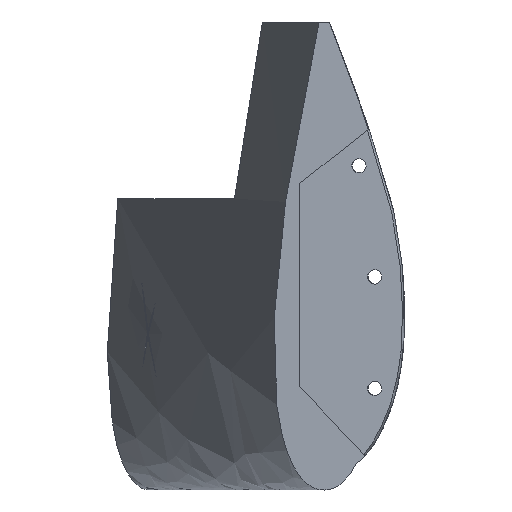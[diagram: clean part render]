
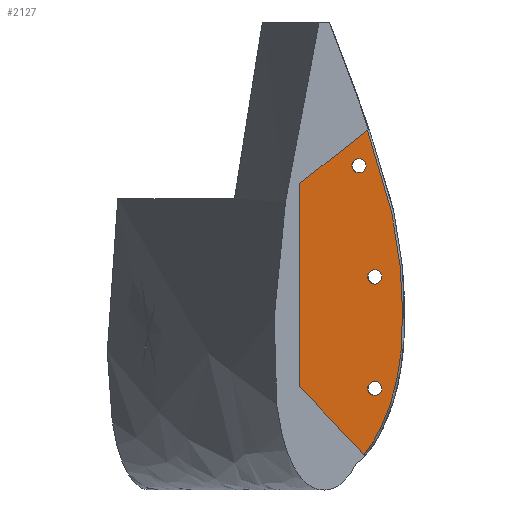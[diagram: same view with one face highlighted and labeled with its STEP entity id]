
A CAD part, left-side view. The second image highlights one B-rep face of the part: STEP entity #2127.
In plain terms, the highlighted planar face has unit normal (-0.998, 0.056, 0).
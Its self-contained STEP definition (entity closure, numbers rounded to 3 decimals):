
#81=FACE_BOUND('',#608,.T.);
#82=FACE_BOUND('',#609,.T.);
#83=FACE_BOUND('',#610,.T.);
#98=CIRCLE('',#2292,3.1);
#104=CIRCLE('',#2302,3.1);
#110=CIRCLE('',#2312,3.1);
#122=LINE('',#2888,#239);
#132=LINE('',#4319,#249);
#133=LINE('',#4321,#250);
#239=VECTOR('',#2412,10.);
#249=VECTOR('',#2502,10.);
#250=VECTOR('',#2505,10.);
#365=PLANE('',#2318);
#466=FACE_OUTER_BOUND('',#607,.T.);
#607=EDGE_LOOP('',(#1554,#1555,#1556,#1557));
#608=EDGE_LOOP('',(#1558));
#609=EDGE_LOOP('',(#1559));
#610=EDGE_LOOP('',(#1560));
#727=B_SPLINE_CURVE_WITH_KNOTS('',3,(#2867,#2868,#2869,#2870,#2871,#2872,
#2873,#2874,#2875,#2876,#2877,#2878,#2879,#2880),.UNSPECIFIED.,.F.,.F.,
(4,1,1,1,1,1,1,1,1,1,1,4),(1.156,1.331,1.514,
1.697,1.88,2.246,2.612,2.979,
3.162,3.345,3.528,3.711),
 .UNSPECIFIED.);
#892=VERTEX_POINT('',#2840);
#894=VERTEX_POINT('',#2862);
#897=VERTEX_POINT('',#2886);
#933=VERTEX_POINT('',#4213);
#937=VERTEX_POINT('',#4229);
#942=VERTEX_POINT('',#4286);
#944=VERTEX_POINT('',#4317);
#1107=EDGE_CURVE('',#892,#894,#727,.T.);
#1111=EDGE_CURVE('',#894,#897,#122,.T.);
#1158=EDGE_CURVE('',#933,#933,#98,.T.);
#1166=EDGE_CURVE('',#937,#937,#104,.T.);
#1175=EDGE_CURVE('',#942,#942,#110,.T.);
#1181=EDGE_CURVE('',#897,#944,#132,.T.);
#1182=EDGE_CURVE('',#944,#892,#133,.T.);
#1554=ORIENTED_EDGE('',*,*,#1107,.T.);
#1555=ORIENTED_EDGE('',*,*,#1111,.T.);
#1556=ORIENTED_EDGE('',*,*,#1181,.T.);
#1557=ORIENTED_EDGE('',*,*,#1182,.T.);
#1558=ORIENTED_EDGE('',*,*,#1158,.T.);
#1559=ORIENTED_EDGE('',*,*,#1166,.T.);
#1560=ORIENTED_EDGE('',*,*,#1175,.T.);
#2127=ADVANCED_FACE('',(#466,#81,#82,#83),#365,.T.);
#2292=AXIS2_PLACEMENT_3D('',#4215,#2446,#2447);
#2302=AXIS2_PLACEMENT_3D('',#4231,#2468,#2469);
#2312=AXIS2_PLACEMENT_3D('',#4288,#2490,#2491);
#2318=AXIS2_PLACEMENT_3D('',#4323,#2507,#2508);
#2412=DIRECTION('',(0.044,0.785,-0.617));
#2446=DIRECTION('center_axis',(0.998,-0.056,0.));
#2447=DIRECTION('ref_axis',(0.,0.,
-1.));
#2468=DIRECTION('center_axis',(0.998,-0.056,0.));
#2469=DIRECTION('ref_axis',(0.,0.,
-1.));
#2490=DIRECTION('center_axis',(0.998,-0.056,0.));
#2491=DIRECTION('ref_axis',(0.,0.,
-1.));
#2502=DIRECTION('',(0.,0.,-1.));
#2505=DIRECTION('',(-0.038,-0.688,-0.725));
#2507=DIRECTION('center_axis',(-0.998,0.056,0.));
#2508=DIRECTION('ref_axis',(0.,0.,1.));
#2840=CARTESIAN_POINT('',(-395.875,-174.128,13.559));
#2862=CARTESIAN_POINT('',(-395.962,-175.699,154.843));
#2867=CARTESIAN_POINT('Ctrl Pts',(-395.875,-174.128,13.559));
#2868=CARTESIAN_POINT('Ctrl Pts',(-395.961,-175.678,15.258));
#2869=CARTESIAN_POINT('Ctrl Pts',(-396.136,-178.816,19.63));
#2870=CARTESIAN_POINT('Ctrl Pts',(-396.368,-182.978,27.834));
#2871=CARTESIAN_POINT('Ctrl Pts',(-396.555,-186.316,36.885));
#2872=CARTESIAN_POINT('Ctrl Pts',(-396.729,-189.446,49.133));
#2873=CARTESIAN_POINT('Ctrl Pts',(-396.819,-191.063,63.958));
#2874=CARTESIAN_POINT('Ctrl Pts',(-396.822,-191.108,81.295));
#2875=CARTESIAN_POINT('Ctrl Pts',(-396.764,-190.065,96.385));
#2876=CARTESIAN_POINT('Ctrl Pts',(-396.658,-188.177,109.833));
#2877=CARTESIAN_POINT('Ctrl Pts',(-396.533,-185.928,121.161));
#2878=CARTESIAN_POINT('Ctrl Pts',(-396.328,-182.258,135.069));
#2879=CARTESIAN_POINT('Ctrl Pts',(-396.106,-178.271,147.429));
#2880=CARTESIAN_POINT('Ctrl Pts',(-395.962,-175.699,154.843));
#2886=CARTESIAN_POINT('',(-394.317,-146.196,131.653));
#2888=CARTESIAN_POINT('',(-395.998,-176.329,155.338));
#4213=CARTESIAN_POINT('',(-395.756,-171.99,142.456));
#4215=CARTESIAN_POINT('Origin',(-395.756,-171.99,139.356));
#4229=CARTESIAN_POINT('',(-396.14,-178.88,93.956));
#4231=CARTESIAN_POINT('Origin',(-396.14,-178.88,90.856));
#4286=CARTESIAN_POINT('',(-396.14,-178.88,45.35));
#4288=CARTESIAN_POINT('Origin',(-396.14,-178.88,42.25));
#4317=CARTESIAN_POINT('',(-394.317,-146.196,42.976));
#4319=CARTESIAN_POINT('',(-394.317,-146.196,131.653));
#4321=CARTESIAN_POINT('',(-394.317,-146.196,42.976));
#4323=CARTESIAN_POINT('Origin',(-395.602,-169.235,84.173));
